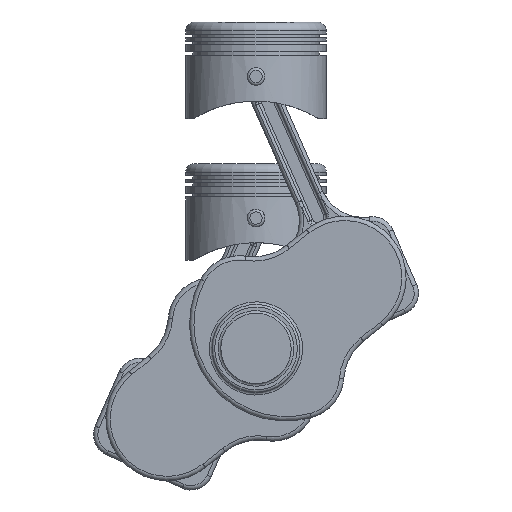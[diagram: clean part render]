
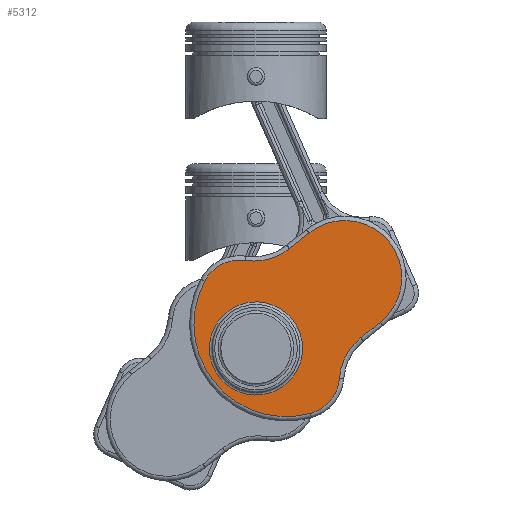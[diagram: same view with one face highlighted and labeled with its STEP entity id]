
A CAD part, left-side view. The second image highlights one B-rep face of the part: STEP entity #5312.
In plain terms, the highlighted planar face has unit normal (-1, 0, 0).
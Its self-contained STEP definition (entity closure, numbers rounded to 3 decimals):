
#382=CIRCLE('',#5873,26.5);
#385=CIRCLE('',#5878,22.5);
#386=CIRCLE('',#5879,52.5);
#387=CIRCLE('',#5880,22.5);
#388=CIRCLE('',#5881,32.5);
#389=CIRCLE('',#5882,32.5);
#390=CIRCLE('',#5883,32.5);
#830=PLANE('',#5877);
#885=FACE_BOUND('',#1401,.T.);
#1020=FACE_OUTER_BOUND('',#1400,.T.);
#1400=EDGE_LOOP('',(#3931,#3932,#3933,#3934,#3935,#3936,#3937,#3938));
#1401=EDGE_LOOP('',(#3939));
#1761=LINE('',#9710,#1986);
#1762=LINE('',#9714,#1987);
#1986=VECTOR('',#7168,10.);
#1987=VECTOR('',#7171,10.);
#2303=VERTEX_POINT('',#9690);
#2306=VERTEX_POINT('',#9700);
#2307=VERTEX_POINT('',#9701);
#2308=VERTEX_POINT('',#9703);
#2309=VERTEX_POINT('',#9705);
#2310=VERTEX_POINT('',#9707);
#2311=VERTEX_POINT('',#9709);
#2312=VERTEX_POINT('',#9711);
#2313=VERTEX_POINT('',#9713);
#2879=EDGE_CURVE('',#2303,#2303,#382,.T.);
#2883=EDGE_CURVE('',#2306,#2307,#385,.T.);
#2884=EDGE_CURVE('',#2307,#2308,#386,.T.);
#2885=EDGE_CURVE('',#2308,#2309,#387,.T.);
#2886=EDGE_CURVE('',#2309,#2310,#388,.T.);
#2887=EDGE_CURVE('',#2310,#2311,#1761,.T.);
#2888=EDGE_CURVE('',#2311,#2312,#389,.T.);
#2889=EDGE_CURVE('',#2312,#2313,#1762,.T.);
#2890=EDGE_CURVE('',#2313,#2306,#390,.T.);
#3931=ORIENTED_EDGE('',*,*,#2883,.T.);
#3932=ORIENTED_EDGE('',*,*,#2884,.T.);
#3933=ORIENTED_EDGE('',*,*,#2885,.T.);
#3934=ORIENTED_EDGE('',*,*,#2886,.T.);
#3935=ORIENTED_EDGE('',*,*,#2887,.T.);
#3936=ORIENTED_EDGE('',*,*,#2888,.T.);
#3937=ORIENTED_EDGE('',*,*,#2889,.T.);
#3938=ORIENTED_EDGE('',*,*,#2890,.T.);
#3939=ORIENTED_EDGE('',*,*,#2879,.T.);
#5312=ADVANCED_FACE('',(#1020,#885),#830,.F.);
#5873=AXIS2_PLACEMENT_3D('',#9692,#7149,#7150);
#5877=AXIS2_PLACEMENT_3D('',#9699,#7158,#7159);
#5878=AXIS2_PLACEMENT_3D('',#9702,#7160,#7161);
#5879=AXIS2_PLACEMENT_3D('',#9704,#7162,#7163);
#5880=AXIS2_PLACEMENT_3D('',#9706,#7164,#7165);
#5881=AXIS2_PLACEMENT_3D('',#9708,#7166,#7167);
#5882=AXIS2_PLACEMENT_3D('',#9712,#7169,#7170);
#5883=AXIS2_PLACEMENT_3D('',#9715,#7172,#7173);
#7149=DIRECTION('center_axis',(1.,0.,0.));
#7150=DIRECTION('ref_axis',(0.,1.,0.));
#7158=DIRECTION('center_axis',(1.,0.,0.));
#7159=DIRECTION('ref_axis',(0.,1.,0.));
#7160=DIRECTION('center_axis',(-1.,0.,0.));
#7161=DIRECTION('ref_axis',(0.,-0.979,-0.204));
#7162=DIRECTION('center_axis',(-1.,0.,0.));
#7163=DIRECTION('ref_axis',(0.,0.,1.));
#7164=DIRECTION('center_axis',(-1.,0.,0.));
#7165=DIRECTION('ref_axis',(0.,0.979,-0.204));
#7166=DIRECTION('center_axis',(1.,0.,0.));
#7167=DIRECTION('ref_axis',(0.,-0.917,0.399));
#7168=DIRECTION('',(0.,0.,-1.));
#7169=DIRECTION('center_axis',(-1.,0.,0.));
#7170=DIRECTION('ref_axis',(0.,0.,-1.));
#7171=DIRECTION('',(0.,0.,1.));
#7172=DIRECTION('center_axis',(1.,0.,0.));
#7173=DIRECTION('ref_axis',(0.,0.917,0.399));
#9690=CARTESIAN_POINT('',(-365.,0.,-37.));
#9692=CARTESIAN_POINT('Origin',(-365.,0.,-10.5));
#9699=CARTESIAN_POINT('Origin',(-365.,0.,-43.75));
#9700=CARTESIAN_POINT('',(-365.,-42.848,-37.003));
#9701=CARTESIAN_POINT('',(-365.,-48.147,-11.568));
#9702=CARTESIAN_POINT('Origin',(-365.,-27.512,-20.539));
#9703=CARTESIAN_POINT('',(-365.,48.147,-11.568));
#9704=CARTESIAN_POINT('Origin',(-365.,0.,-32.5));
#9705=CARTESIAN_POINT('',(-365.,42.848,-37.003));
#9706=CARTESIAN_POINT('Origin',(-365.,27.512,-20.539));
#9707=CARTESIAN_POINT('',(-365.,32.5,-60.784));
#9708=CARTESIAN_POINT('Origin',(-365.,65.,-60.784));
#9709=CARTESIAN_POINT('',(-365.,32.5,-75.));
#9710=CARTESIAN_POINT('',(-365.,32.5,-59.375));
#9711=CARTESIAN_POINT('',(-365.,-32.5,-75.));
#9712=CARTESIAN_POINT('Origin',(-365.,0.,-75.));
#9713=CARTESIAN_POINT('',(-365.,-32.5,-60.784));
#9714=CARTESIAN_POINT('',(-365.,-32.5,-38.125));
#9715=CARTESIAN_POINT('Origin',(-365.,-65.,-60.784));
